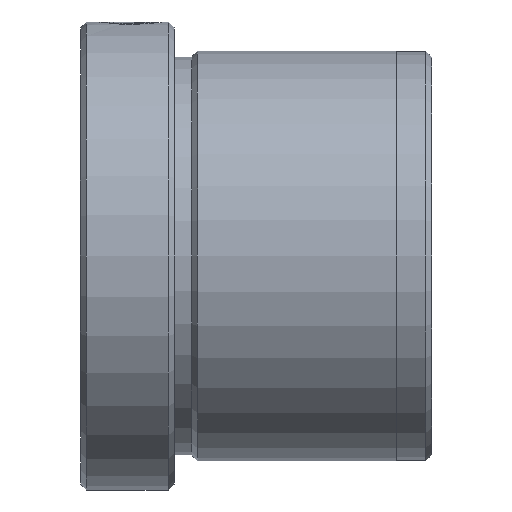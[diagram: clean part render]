
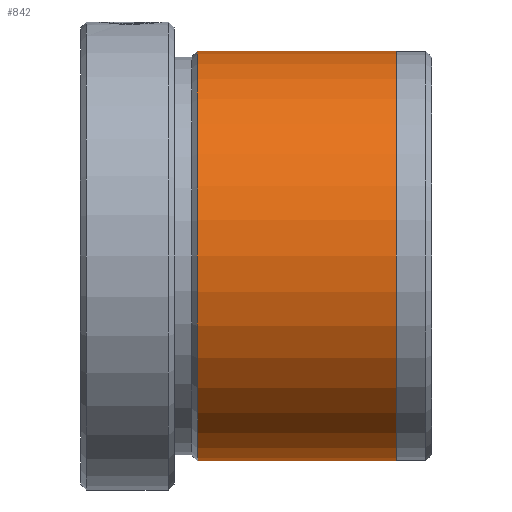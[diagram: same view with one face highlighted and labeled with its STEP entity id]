
A CAD part, left-side view. The second image highlights one B-rep face of the part: STEP entity #842.
In plain terms, the highlighted cylindrical face has radius 17.5 mm (diameter 35 mm), a partial arc.
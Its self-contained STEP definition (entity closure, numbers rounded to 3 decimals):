
#51 = CARTESIAN_POINT ( 'NONE',  ( 0., -27., 0. ) ) ;
#73 = EDGE_CURVE ( 'NONE', #1285, #1158, #1569, .T. ) ;
#97 = LINE ( 'NONE', #787, #1508 ) ;
#153 = DIRECTION ( 'NONE',  ( 0., 0., 1. ) ) ;
#175 = DIRECTION ( 'NONE',  ( 0., 0., 1. ) ) ;
#198 = CIRCLE ( 'NONE', #1043, 17.5 ) ;
#215 = CARTESIAN_POINT ( 'NONE',  ( 0., -27., 17.5 ) ) ;
#225 = DIRECTION ( 'NONE',  ( 0., 1., 0. ) ) ;
#284 = CARTESIAN_POINT ( 'NONE',  ( 0., 0., 0. ) ) ;
#378 = ORIENTED_EDGE ( 'NONE', *, *, #73, .T. ) ;
#387 = CIRCLE ( 'NONE', #1234, 17.5 ) ;
#425 = DIRECTION ( 'NONE',  ( 0., 1., 0. ) ) ;
#440 = VECTOR ( 'NONE', #225, 1000. ) ;
#511 = EDGE_CURVE ( 'NONE', #776, #1285, #198, .T. ) ;
#587 = CARTESIAN_POINT ( 'NONE',  ( 0., -10., -17.5 ) ) ;
#593 = ORIENTED_EDGE ( 'NONE', *, *, #511, .T. ) ;
#677 = CARTESIAN_POINT ( 'NONE',  ( 0., -27., -17.5 ) ) ;
#724 = CARTESIAN_POINT ( 'NONE',  ( 0., -10., 0. ) ) ;
#776 = VERTEX_POINT ( 'NONE', #677 ) ;
#787 = CARTESIAN_POINT ( 'NONE',  ( 0., 0., -17.5 ) ) ;
#837 = CARTESIAN_POINT ( 'NONE',  ( 0., -10., 17.5 ) ) ;
#842 = ADVANCED_FACE ( 'NONE', ( #1137 ), #1422, .T. ) ;
#855 = DIRECTION ( 'NONE',  ( 0., 0., 1. ) ) ;
#912 = CARTESIAN_POINT ( 'NONE',  ( 0., 0., 17.5 ) ) ;
#983 = VERTEX_POINT ( 'NONE', #587 ) ;
#989 = DIRECTION ( 'NONE',  ( 0., 1., 0. ) ) ;
#1043 = AXIS2_PLACEMENT_3D ( 'NONE', #51, #989, #175 ) ;
#1137 = FACE_OUTER_BOUND ( 'NONE', #1421, .T. ) ;
#1146 = EDGE_CURVE ( 'NONE', #983, #1158, #387, .T. ) ;
#1158 = VERTEX_POINT ( 'NONE', #837 ) ;
#1234 = AXIS2_PLACEMENT_3D ( 'NONE', #724, #1675, #855 ) ;
#1285 = VERTEX_POINT ( 'NONE', #215 ) ;
#1289 = AXIS2_PLACEMENT_3D ( 'NONE', #284, #425, #153 ) ;
#1373 = EDGE_CURVE ( 'NONE', #776, #983, #97, .T. ) ;
#1421 = EDGE_LOOP ( 'NONE', ( #1551, #593, #378, #1713 ) ) ;
#1422 = CYLINDRICAL_SURFACE ( 'NONE', #1289, 17.5 ) ;
#1508 = VECTOR ( 'NONE', #1738, 1000. ) ;
#1551 = ORIENTED_EDGE ( 'NONE', *, *, #1373, .F. ) ;
#1569 = LINE ( 'NONE', #912, #440 ) ;
#1675 = DIRECTION ( 'NONE',  ( 0., 1., 0. ) ) ;
#1713 = ORIENTED_EDGE ( 'NONE', *, *, #1146, .F. ) ;
#1738 = DIRECTION ( 'NONE',  ( 0., 1., 0. ) ) ;
